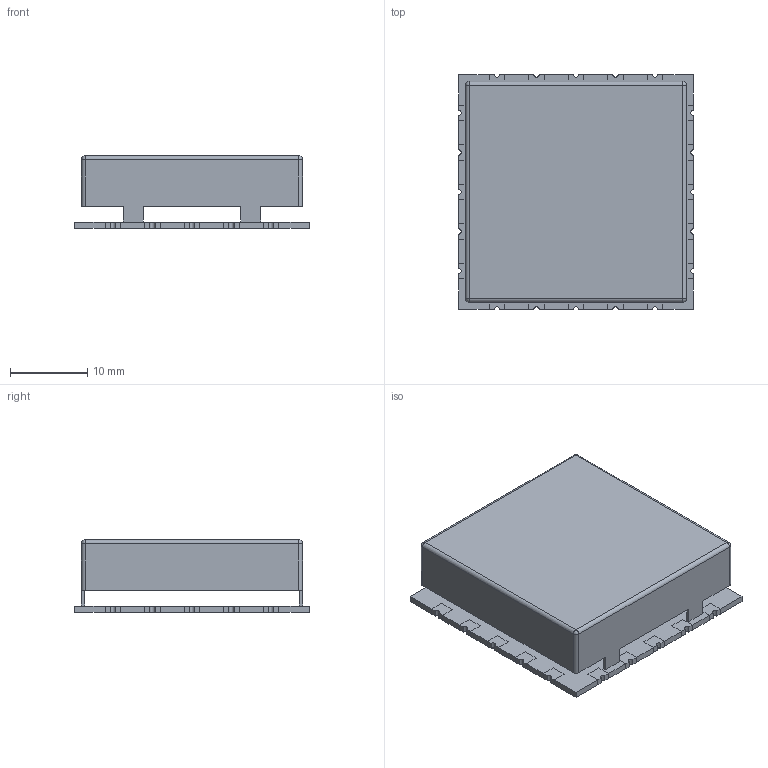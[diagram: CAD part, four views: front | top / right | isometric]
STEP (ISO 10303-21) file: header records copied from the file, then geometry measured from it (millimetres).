
FILE_DESCRIPTION(('FreeCAD Model'),'2;1');
FILE_NAME('Open CASCADE Shape Model','2021-07-27T12:13:15',('Author'),( ''),'Open CASCADE STEP processor 7.5','FreeCAD','Unknown');
FILE_SCHEMA(('AUTOMOTIVE_DESIGN { 1 0 10303 214 1 1 1 1 }'));
Length unit declared in the file: millimetre
Products named in the file (23): Microchip_HR1198; User Library-Module_Microchip_HR1176; User Library-Module_Microchip_HR1177; User Library-Module_Microchip_HR1178; User Library-Module_Microchip_HR1179; User Library-Module_Microchip_HR1180; User Library-Module_Microchip_HR1181; User Library-Module_Microchip_HR1182; User Library-Module_Microchip_HR1183; User Library-Module_Microchip_HR1184; User Library-Module_Microchip_HR1185; User Library-Module_Microchip_HR1186; User Library-Module_Microchip_HR1187; User Library-Module_Microchip_HR1188; User Library-Module_Microchip_HR1189; User Library-Module_Microchip_HR1190; User Library-Module_Microchip_HR1191; User Library-Module_Microchip_HR1192; User Library-Module_Microchip_HR1193; User Library-Module_Microchip_HR1194; User Library-Module_Microchip_HR1195; User Library-Module_Microchip_HR1196; User Library-Module_Microchip_HR1197
Assembly tree (22 placements, depth 2):
  Microchip_HR1198
    User Library-Module_Microchip_HR1176
    User Library-Module_Microchip_HR1177
    User Library-Module_Microchip_HR1178
    User Library-Module_Microchip_HR1179
    User Library-Module_Microchip_HR1180
    User Library-Module_Microchip_HR1181
    User Library-Module_Microchip_HR1182
    User Library-Module_Microchip_HR1183
    User Library-Module_Microchip_HR1184
    User Library-Module_Microchip_HR1185
    User Library-Module_Microchip_HR1186
    User Library-Module_Microchip_HR1187
    User Library-Module_Microchip_HR1188
    User Library-Module_Microchip_HR1189
    User Library-Module_Microchip_HR1190
    User Library-Module_Microchip_HR1191
    User Library-Module_Microchip_HR1192
    User Library-Module_Microchip_HR1193
    User Library-Module_Microchip_HR1194
    User Library-Module_Microchip_HR1195
    User Library-Module_Microchip_HR1196
    User Library-Module_Microchip_HR1197
Bounding box: 30.48 x 30.48 x 9.4 mm (x, y, z)
Volume: 1351.6 mm3; surface area: 5242 mm2
Topology: 22 solids, 22 shells, 301 faces, 755 edges, 490 vertices
Faces by surface type: plane 252, cylinder 41, sphere 8
Entity records: 19672 total; most frequent: CARTESIAN_POINT 3583, DIRECTION 2934, LINE 2084, VECTOR 2084, ORIENTED_EDGE 1494, PCURVE 1494, DEFINITIONAL_REPRESENTATION 1494, EDGE_CURVE 747
